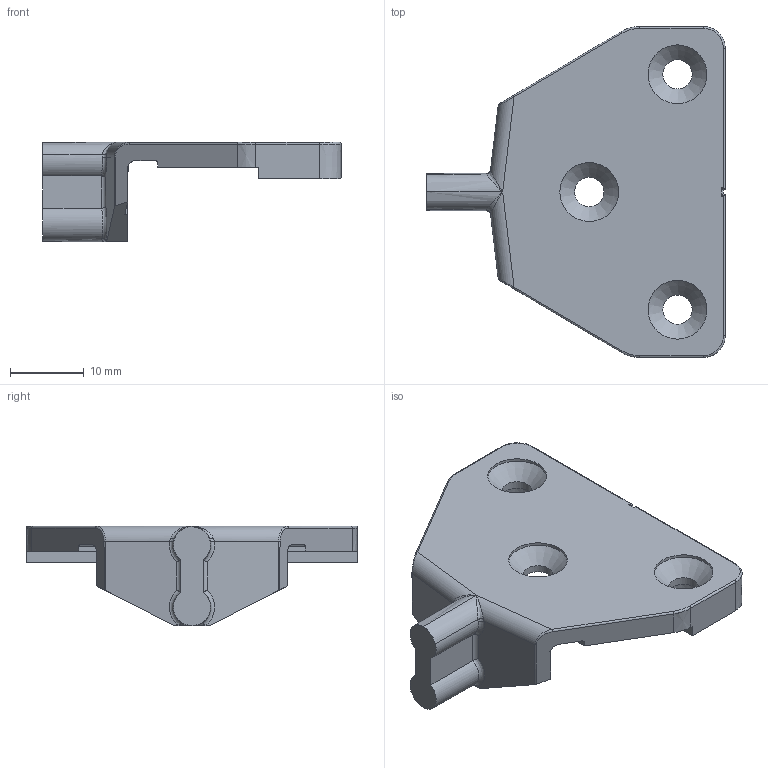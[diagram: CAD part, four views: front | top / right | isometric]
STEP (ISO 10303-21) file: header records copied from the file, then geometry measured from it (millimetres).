
FILE_DESCRIPTION (( 'STEP AP203' ), '1' );
FILE_NAME ('Zaczep_metabox.STEP', '2019-12-09T10:23:20', ( 'Konstruktor_1' ), ( 'Microsoft' ), 'SwSTEP 2.0', 'SolidWorks 2018', '' );
FILE_SCHEMA (( 'CONFIG_CONTROL_DESIGN' ));
Length unit declared in the file: millimetre
Products named in the file (1): Zaczep_metabox
Bounding box: 40.6 x 45 x 13.55 mm (x, y, z)
Volume: 5375.4 mm3; surface area: 3945.3 mm2
Topology: 1 solids, 1 shells, 92 faces, 239 edges, 149 vertices
Faces by surface type: cylinder 31, plane 30, bspline 18, cone 9, torus 4
Full cylindrical faces by diameter (mm): 4 x3, 6.283 x2, 8 x3
Entity records: 4030 total; most frequent: CARTESIAN_POINT 1943, ORIENTED_EDGE 438, DIRECTION 366, EDGE_CURVE 219, VERTEX_POINT 144, AXIS2_PLACEMENT_3D 131, EDGE_LOOP 113, VECTOR 104
